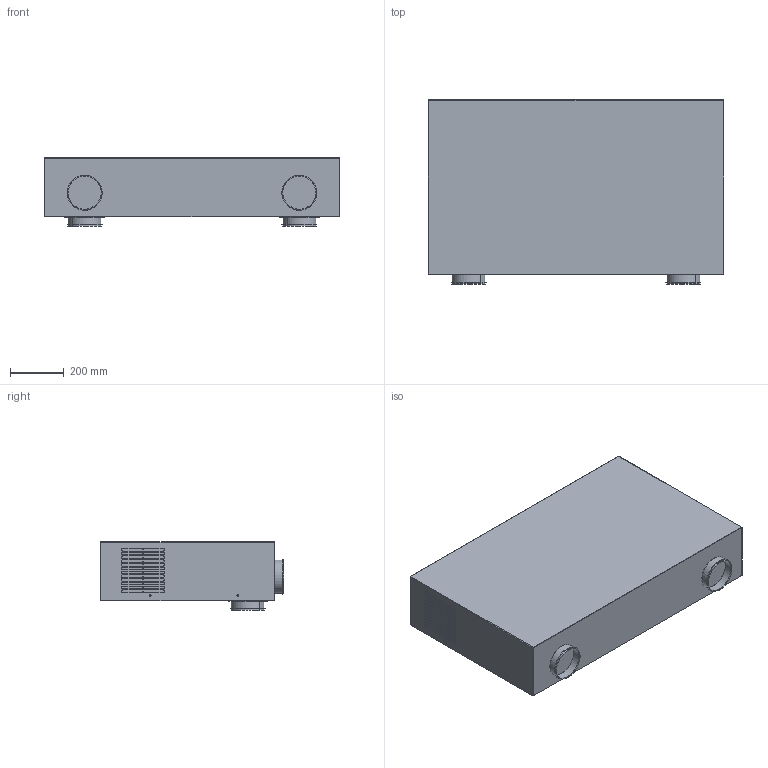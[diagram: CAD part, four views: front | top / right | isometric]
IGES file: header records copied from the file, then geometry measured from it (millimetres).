
Start section: Elysium IGES Interface
Global section: file name: 56HTrio-QD-AL.igs; native system: PTC Creo Elements/Direct Modeling 19.0C  15-Aug-2015; preprocessor: Creo Element/Direct IGES_3D V2.2; author: Unknown; organization: Unknown; date: 20160509.145553; units: millimetre
Bounding box: 1100 x 685 x 255 mm (x, y, z)
Volume: 340.6 mm3; surface area: 2544067.4 mm2
Topology: 4 solids, 53 shells, 684 faces, 1596 edges, 1058 vertices
Faces by surface type: bspline 684
